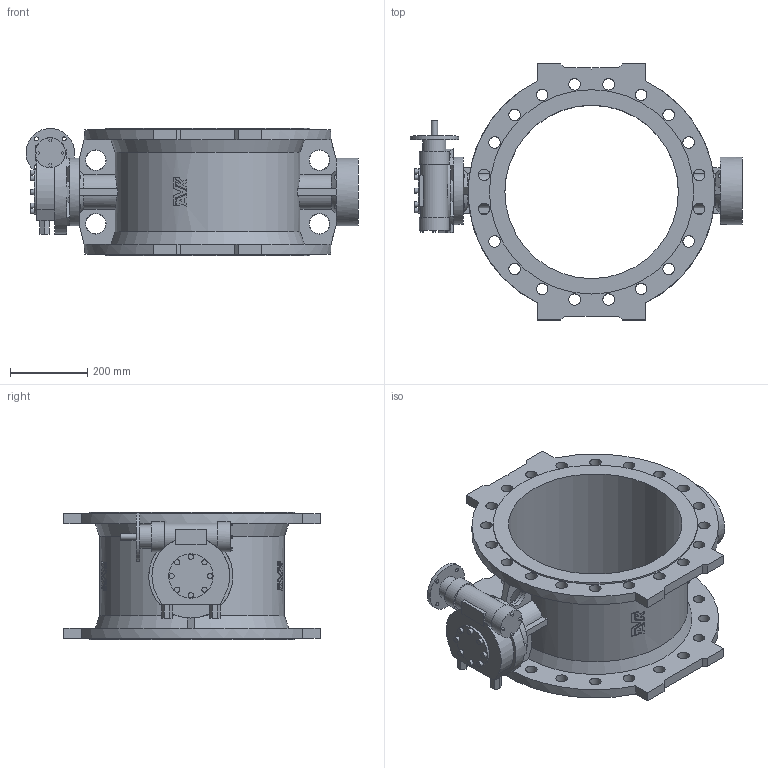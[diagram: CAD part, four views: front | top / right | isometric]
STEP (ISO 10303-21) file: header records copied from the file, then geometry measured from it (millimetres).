
FILE_DESCRIPTION (( 'STEP AP203' ), '1' );
FILE_NAME ('O_756_102_DN450_0XX_AA0_step.step', '2016-03-09T11:00:02', ( 'Windows User' ), ( 'AVK' ), 'SwSTEP 2.0', 'SolidWorks 2012', '' );
FILE_SCHEMA (( 'CONFIG_CONTROL_DESIGN' ));
Length unit declared in the file: millimetre
Products named in the file (1): O_756_102_DN450_0XX_AA0_step
Bounding box: 861 x 664 x 330 mm (x, y, z)
Volume: 22393701.1 mm3; surface area: 2055777.5 mm2
Topology: 1 solids, 1 shells, 442 faces, 1262 edges, 848 vertices
Faces by surface type: plane 241, cylinder 103, bspline 78, cone 20
Full cylindrical faces by diameter (mm): 10.5 x4, 13.5 x8, 17 x1, 30 x40, 60 x1, 78 x2, 115 x1, 126 x1, 175 x2, 218 x1, 450 x1, 530 x2
Entity records: 18406 total; most frequent: CARTESIAN_POINT 7701, ORIENTED_EDGE 2286, DIRECTION 1862, EDGE_CURVE 1143, VERTEX_POINT 801, EDGE_LOOP 638, AXIS2_PLACEMENT_3D 625, LINE 612
